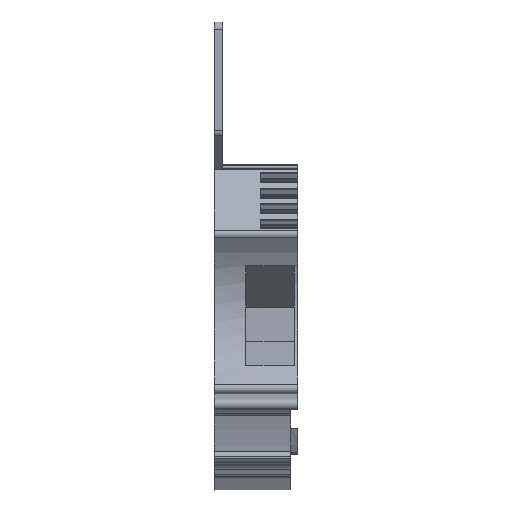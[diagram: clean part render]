
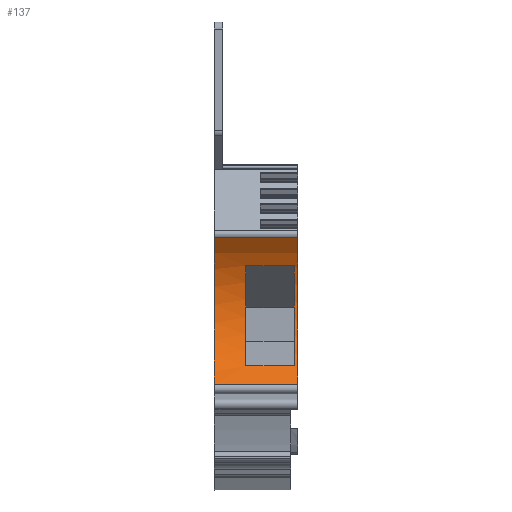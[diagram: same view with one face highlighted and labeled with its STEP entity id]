
A CAD part, front view. The second image highlights one B-rep face of the part: STEP entity #137.
In plain terms, the highlighted cylindrical face has radius 15.05 mm (diameter 30.1 mm), a partial arc.
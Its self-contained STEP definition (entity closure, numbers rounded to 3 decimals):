
#35=AXIS2_PLACEMENT_3D('Cylinder Axis2P3D',#32,#33,#34) ;
#55=AXIS2_PLACEMENT_3D('Circle Axis2P3D',#53,#54,$) ;
#83=AXIS2_PLACEMENT_3D('Circle Axis2P3D',#81,#82,$) ;
#105=AXIS2_PLACEMENT_3D('Circle Axis2P3D',#103,#104,$) ;
#121=AXIS2_PLACEMENT_3D('Circle Axis2P3D',#119,#120,$) ;
#32=CARTESIAN_POINT('Axis2P3D Location',(11.65,-5.549,26.382)) ;
#37=CARTESIAN_POINT('Line Origine',(11.65,4.261,14.969)) ;
#41=CARTESIAN_POINT('Vertex',(11.7,4.261,14.969)) ;
#43=CARTESIAN_POINT('Vertex',(11.4,4.261,14.969)) ;
#46=CARTESIAN_POINT('Line Origine',(11.65,4.261,14.969)) ;
#50=CARTESIAN_POINT('Vertex',(11.9,4.261,14.969)) ;
#53=CARTESIAN_POINT('Axis2P3D Location',(11.9,-5.549,26.382)) ;
#57=CARTESIAN_POINT('Vertex',(11.9,6.166,35.829)) ;
#60=CARTESIAN_POINT('Line Origine',(11.65,6.166,35.829)) ;
#64=CARTESIAN_POINT('Vertex',(11.7,6.166,35.829)) ;
#67=CARTESIAN_POINT('Line Origine',(11.65,6.166,35.829)) ;
#71=CARTESIAN_POINT('Vertex',(11.4,6.166,35.829)) ;
#74=CARTESIAN_POINT('Line Origine',(11.65,6.166,35.829)) ;
#78=CARTESIAN_POINT('Vertex',(0.,6.166,35.829)) ;
#81=CARTESIAN_POINT('Axis2P3D Location',(0.,-5.549,26.382)) ;
#85=CARTESIAN_POINT('Vertex',(0.,4.261,14.969)) ;
#88=CARTESIAN_POINT('Line Origine',(11.65,4.261,14.969)) ;
#103=CARTESIAN_POINT('Axis2P3D Location',(4.5,-5.549,26.382)) ;
#107=CARTESIAN_POINT('Vertex',(4.5,8.473,31.847)) ;
#109=CARTESIAN_POINT('Vertex',(4.5,6.707,17.648)) ;
#112=CARTESIAN_POINT('Line Origine',(11.65,8.473,31.847)) ;
#116=CARTESIAN_POINT('Vertex',(11.4,8.473,31.847)) ;
#119=CARTESIAN_POINT('Axis2P3D Location',(11.4,-5.549,26.382)) ;
#123=CARTESIAN_POINT('Vertex',(11.4,6.707,17.648)) ;
#126=CARTESIAN_POINT('Line Origine',(11.65,6.707,17.648)) ;
#33=DIRECTION('Axis2P3D Direction',(1.,0.,0.)) ;
#34=DIRECTION('Axis2P3D XDirection',(0.,0.652,-0.758)) ;
#38=DIRECTION('Vector Direction',(1.,0.,0.)) ;
#47=DIRECTION('Vector Direction',(1.,0.,0.)) ;
#54=DIRECTION('Axis2P3D Direction',(1.,0.,0.)) ;
#61=DIRECTION('Vector Direction',(1.,0.,0.)) ;
#68=DIRECTION('Vector Direction',(1.,0.,0.)) ;
#75=DIRECTION('Vector Direction',(1.,0.,0.)) ;
#82=DIRECTION('Axis2P3D Direction',(1.,0.,0.)) ;
#89=DIRECTION('Vector Direction',(1.,0.,0.)) ;
#104=DIRECTION('Axis2P3D Direction',(1.,0.,0.)) ;
#113=DIRECTION('Vector Direction',(1.,0.,0.)) ;
#120=DIRECTION('Axis2P3D Direction',(1.,0.,0.)) ;
#127=DIRECTION('Vector Direction',(1.,0.,0.)) ;
#39=VECTOR('Line Direction',#38,1.) ;
#48=VECTOR('Line Direction',#47,1.) ;
#62=VECTOR('Line Direction',#61,1.) ;
#69=VECTOR('Line Direction',#68,1.) ;
#76=VECTOR('Line Direction',#75,1.) ;
#90=VECTOR('Line Direction',#89,1.) ;
#114=VECTOR('Line Direction',#113,1.) ;
#128=VECTOR('Line Direction',#127,1.) ;
#94=ORIENTED_EDGE('',*,*,#45,.F.) ;
#95=ORIENTED_EDGE('',*,*,#52,.F.) ;
#96=ORIENTED_EDGE('',*,*,#59,.F.) ;
#97=ORIENTED_EDGE('',*,*,#66,.T.) ;
#98=ORIENTED_EDGE('',*,*,#73,.T.) ;
#99=ORIENTED_EDGE('',*,*,#80,.F.) ;
#100=ORIENTED_EDGE('',*,*,#87,.F.) ;
#101=ORIENTED_EDGE('',*,*,#92,.T.) ;
#132=ORIENTED_EDGE('',*,*,#111,.F.) ;
#133=ORIENTED_EDGE('',*,*,#118,.T.) ;
#134=ORIENTED_EDGE('',*,*,#125,.T.) ;
#135=ORIENTED_EDGE('',*,*,#130,.F.) ;
#136=FACE_BOUND('',#131,.T.) ;
#137=ADVANCED_FACE('KLTR',(#102,#136),#36,.F.) ;
#56=CIRCLE('generated circle',#55,15.05) ;
#84=CIRCLE('generated circle',#83,15.05) ;
#106=CIRCLE('generated circle',#105,15.05) ;
#122=CIRCLE('generated circle',#121,15.05) ;
#36=CYLINDRICAL_SURFACE('generated cylinder',#35,15.05) ;
#45=EDGE_CURVE('',#42,#44,#40,.F.) ;
#52=EDGE_CURVE('',#51,#42,#49,.F.) ;
#59=EDGE_CURVE('',#58,#51,#56,.F.) ;
#66=EDGE_CURVE('',#58,#65,#63,.F.) ;
#73=EDGE_CURVE('',#65,#72,#70,.F.) ;
#80=EDGE_CURVE('',#79,#72,#77,.T.) ;
#87=EDGE_CURVE('',#86,#79,#84,.T.) ;
#92=EDGE_CURVE('',#86,#44,#91,.T.) ;
#111=EDGE_CURVE('',#108,#110,#106,.F.) ;
#118=EDGE_CURVE('',#108,#117,#115,.T.) ;
#125=EDGE_CURVE('',#117,#124,#122,.F.) ;
#130=EDGE_CURVE('',#110,#124,#129,.T.) ;
#93=EDGE_LOOP('',(#94,#95,#96,#97,#98,#99,#100,#101)) ;
#131=EDGE_LOOP('',(#132,#133,#134,#135)) ;
#102=FACE_OUTER_BOUND('',#93,.T.) ;
#40=LINE('Line',#37,#39) ;
#49=LINE('Line',#46,#48) ;
#63=LINE('Line',#60,#62) ;
#70=LINE('Line',#67,#69) ;
#77=LINE('Line',#74,#76) ;
#91=LINE('Line',#88,#90) ;
#115=LINE('Line',#112,#114) ;
#129=LINE('Line',#126,#128) ;
#42=VERTEX_POINT('',#41) ;
#44=VERTEX_POINT('',#43) ;
#51=VERTEX_POINT('',#50) ;
#58=VERTEX_POINT('',#57) ;
#65=VERTEX_POINT('',#64) ;
#72=VERTEX_POINT('',#71) ;
#79=VERTEX_POINT('',#78) ;
#86=VERTEX_POINT('',#85) ;
#108=VERTEX_POINT('',#107) ;
#110=VERTEX_POINT('',#109) ;
#117=VERTEX_POINT('',#116) ;
#124=VERTEX_POINT('',#123) ;
